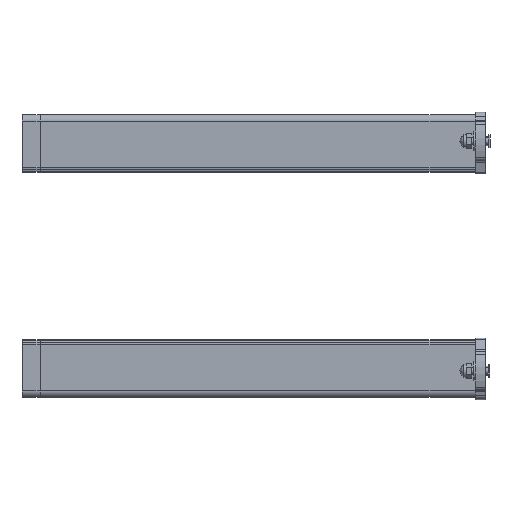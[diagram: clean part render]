
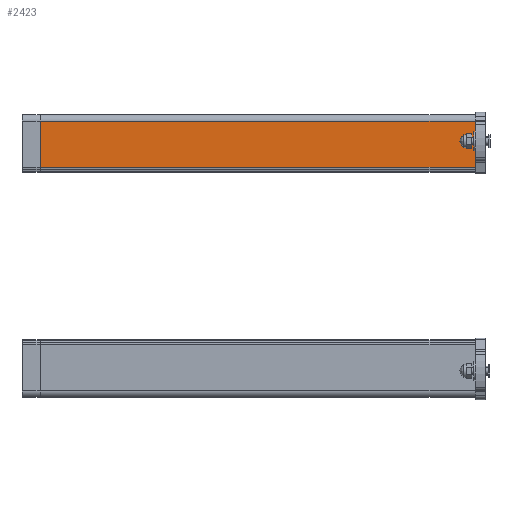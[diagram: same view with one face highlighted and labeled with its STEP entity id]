
A CAD part, front view. The second image highlights one B-rep face of the part: STEP entity #2423.
In plain terms, the highlighted planar face has unit normal (0, -1, 0).
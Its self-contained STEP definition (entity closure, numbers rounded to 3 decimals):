
#134 = CARTESIAN_POINT ( 'NONE',  ( -11.001, -17.5, 220.378 ) ) ;
#409 = CARTESIAN_POINT ( 'NONE',  ( -351.001, -17.5, 256.566 ) ) ;
#1254 = VECTOR ( 'NONE', #15248, 1000. ) ;
#1719 = VECTOR ( 'NONE', #10402, 1000. ) ;
#2184 = LINE ( 'NONE', #6694, #1254 ) ;
#2423 = ADVANCED_FACE ( 'NONE', ( #5772 ), #12029, .T. ) ;
#3169 = ORIENTED_EDGE ( 'NONE', *, *, #13924, .T. ) ;
#3709 = CARTESIAN_POINT ( 'NONE',  ( -11.001, -17.5, 220.378 ) ) ;
#3983 = EDGE_CURVE ( 'NONE', #20843, #9258, #7641, .T. ) ;
#4356 = DIRECTION ( 'NONE',  ( 0., 0., -1. ) ) ;
#5772 = FACE_OUTER_BOUND ( 'NONE', #15030, .T. ) ;
#6107 = CARTESIAN_POINT ( 'NONE',  ( -351.001, -17.5, 220.378 ) ) ;
#6694 = CARTESIAN_POINT ( 'NONE',  ( -11.001, -17.5, 256.566 ) ) ;
#6966 = CARTESIAN_POINT ( 'NONE',  ( -11.001, -17.5, 256.566 ) ) ;
#6981 = DIRECTION ( 'NONE',  ( 0., -1., 0. ) ) ;
#7641 = LINE ( 'NONE', #6107, #8044 ) ;
#8044 = VECTOR ( 'NONE', #4356, 1000. ) ;
#8796 = ORIENTED_EDGE ( 'NONE', *, *, #18272, .T. ) ;
#9258 = VERTEX_POINT ( 'NONE', #16054 ) ;
#10335 = LINE ( 'NONE', #134, #16612 ) ;
#10402 = DIRECTION ( 'NONE',  ( 1., 0., 0. ) ) ;
#10843 = ORIENTED_EDGE ( 'NONE', *, *, #20415, .T. ) ;
#11832 = AXIS2_PLACEMENT_3D ( 'NONE', #19058, #6981, #12246 ) ;
#12029 = PLANE ( 'NONE',  #11832 ) ;
#12092 = VERTEX_POINT ( 'NONE', #6966 ) ;
#12246 = DIRECTION ( 'NONE',  ( 0., 0., -1. ) ) ;
#13336 = VERTEX_POINT ( 'NONE', #16375 ) ;
#13924 = EDGE_CURVE ( 'NONE', #9258, #13336, #20417, .T. ) ;
#14716 = ORIENTED_EDGE ( 'NONE', *, *, #3983, .T. ) ;
#14935 = DIRECTION ( 'NONE',  ( 0., 0., 1. ) ) ;
#15030 = EDGE_LOOP ( 'NONE', ( #14716, #3169, #8796, #10843 ) ) ;
#15248 = DIRECTION ( 'NONE',  ( -1., 0., 0. ) ) ;
#16054 = CARTESIAN_POINT ( 'NONE',  ( -351.001, -17.5, 220.378 ) ) ;
#16375 = CARTESIAN_POINT ( 'NONE',  ( -11.001, -17.5, 220.378 ) ) ;
#16612 = VECTOR ( 'NONE', #14935, 1000. ) ;
#18272 = EDGE_CURVE ( 'NONE', #13336, #12092, #10335, .T. ) ;
#19058 = CARTESIAN_POINT ( 'NONE',  ( -11.001, -17.5, 220.378 ) ) ;
#20415 = EDGE_CURVE ( 'NONE', #12092, #20843, #2184, .T. ) ;
#20417 = LINE ( 'NONE', #3709, #1719 ) ;
#20843 = VERTEX_POINT ( 'NONE', #409 ) ;
